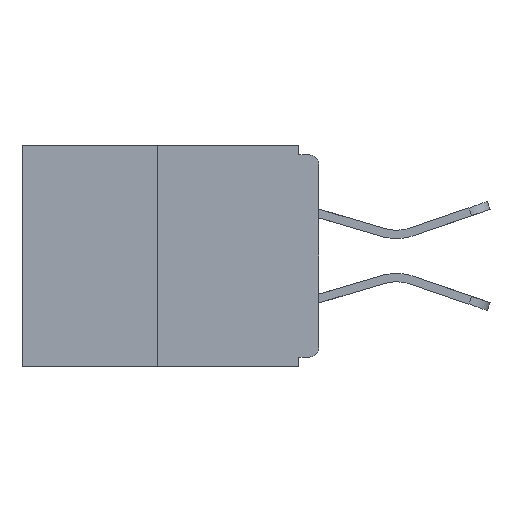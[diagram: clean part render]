
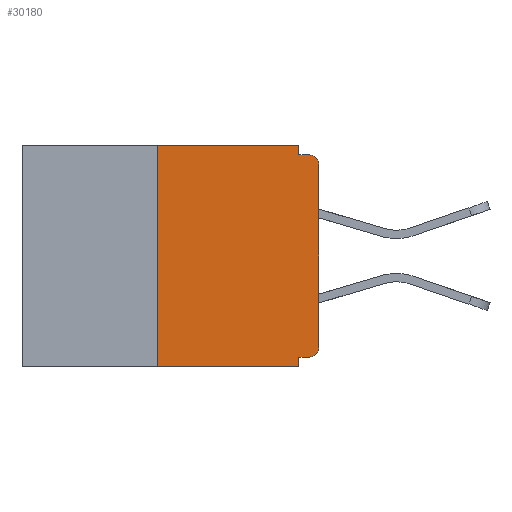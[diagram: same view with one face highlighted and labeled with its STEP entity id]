
A CAD part, left-side view. The second image highlights one B-rep face of the part: STEP entity #30180.
In plain terms, the highlighted planar face has unit normal (-1, 0, 0).
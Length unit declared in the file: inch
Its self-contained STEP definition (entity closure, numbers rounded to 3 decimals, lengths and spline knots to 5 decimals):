
#22 = EDGE_CURVE ( 'NONE', #14385, #28816, #19551, .T. ) ;
#473 = EDGE_LOOP ( 'NONE', ( #7383, #14412, #16320, #19435, #21764, #29035, #24342, #21980, #5928, #8559 ) ) ;
#772 = DIRECTION ( 'NONE',  ( 0., 0., -1. ) ) ;
#1615 = CARTESIAN_POINT ( 'NONE',  ( 0., 0.25, 0. ) ) ;
#1750 = VECTOR ( 'NONE', #3719, 39.37008 ) ;
#1926 = EDGE_CURVE ( 'NONE', #22151, #18079, #17475, .T. ) ;
#2082 = LINE ( 'NONE', #16422, #21440 ) ;
#2177 = CARTESIAN_POINT ( 'NONE',  ( 0., 0.031, 0. ) ) ;
#2654 = CARTESIAN_POINT ( 'NONE',  ( 0., 0.46, -0.343 ) ) ;
#2706 = VERTEX_POINT ( 'NONE', #17509 ) ;
#2917 = DIRECTION ( 'NONE',  ( 0., -1., 0. ) ) ;
#3062 = CARTESIAN_POINT ( 'NONE',  ( 0., 0.015, -0.313 ) ) ;
#3609 = DIRECTION ( 'NONE',  ( 0., 0., -1. ) ) ;
#3719 = DIRECTION ( 'NONE',  ( 0., 0., -1. ) ) ;
#3737 = CARTESIAN_POINT ( 'NONE',  ( 0., 0.46, 0. ) ) ;
#4377 = CARTESIAN_POINT ( 'NONE',  ( 0., 0., -0.313 ) ) ;
#4451 = EDGE_CURVE ( 'NONE', #17977, #22151, #5051, .T. ) ;
#5051 = LINE ( 'NONE', #14650, #20569 ) ;
#5070 = CARTESIAN_POINT ( 'NONE',  ( 0., 0.031, -0.328 ) ) ;
#5195 = CARTESIAN_POINT ( 'NONE',  ( 0., 0., 0. ) ) ;
#5641 = CARTESIAN_POINT ( 'NONE',  ( 0., 0., -0.015 ) ) ;
#5928 = ORIENTED_EDGE ( 'NONE', *, *, #15418, .F. ) ;
#6465 = DIRECTION ( 'NONE',  ( 1., 0., 0. ) ) ;
#7339 = EDGE_CURVE ( 'NONE', #19910, #2706, #19138, .T. ) ;
#7383 = ORIENTED_EDGE ( 'NONE', *, *, #4451, .F. ) ;
#7741 = DIRECTION ( 'NONE',  ( 0., 0., 1. ) ) ;
#8139 = EDGE_CURVE ( 'NONE', #20748, #19910, #11095, .T. ) ;
#8559 = ORIENTED_EDGE ( 'NONE', *, *, #1926, .F. ) ;
#8578 = VECTOR ( 'NONE', #7741, 39.37008 ) ;
#9724 = EDGE_CURVE ( 'NONE', #20748, #14385, #20158, .T. ) ;
#10335 = EDGE_CURVE ( 'NONE', #18619, #2706, #23135, .T. ) ;
#10362 = DIRECTION ( 'NONE',  ( 0., -1., 0. ) ) ;
#10587 = FACE_OUTER_BOUND ( 'NONE', #473, .T. ) ;
#11095 = LINE ( 'NONE', #20601, #22086 ) ;
#11737 = VECTOR ( 'NONE', #10362, 39.37008 ) ;
#11910 = DIRECTION ( 'NONE',  ( 0., 0., -1. ) ) ;
#12515 = LINE ( 'NONE', #5641, #11737 ) ;
#12892 = CIRCLE ( 'NONE', #20725, 0.015 ) ;
#13392 = EDGE_CURVE ( 'NONE', #18619, #17977, #2082, .T. ) ;
#14385 = VERTEX_POINT ( 'NONE', #4377 ) ;
#14412 = ORIENTED_EDGE ( 'NONE', *, *, #13392, .F. ) ;
#14650 = CARTESIAN_POINT ( 'NONE',  ( 0., 0.46, 0. ) ) ;
#14801 = DIRECTION ( 'NONE',  ( -1., 0., 0. ) ) ;
#15418 = EDGE_CURVE ( 'NONE', #18079, #28734, #12515, .T. ) ;
#16320 = ORIENTED_EDGE ( 'NONE', *, *, #10335, .T. ) ;
#16422 = CARTESIAN_POINT ( 'NONE',  ( 0., 0.25, 0. ) ) ;
#17475 = LINE ( 'NONE', #27091, #1750 ) ;
#17509 = CARTESIAN_POINT ( 'NONE',  ( 0., 0.031, -0.343 ) ) ;
#17977 = VERTEX_POINT ( 'NONE', #1615 ) ;
#18079 = VERTEX_POINT ( 'NONE', #28171 ) ;
#18094 = PLANE ( 'NONE',  #19382 ) ;
#18224 = CARTESIAN_POINT ( 'NONE',  ( 0., 0.25, -0.343 ) ) ;
#18619 = VERTEX_POINT ( 'NONE', #18224 ) ;
#19138 = LINE ( 'NONE', #21417, #22059 ) ;
#19382 = AXIS2_PLACEMENT_3D ( 'NONE', #3737, #6465, #22827 ) ;
#19435 = ORIENTED_EDGE ( 'NONE', *, *, #7339, .F. ) ;
#19551 = LINE ( 'NONE', #5195, #8578 ) ;
#19819 = CARTESIAN_POINT ( 'NONE',  ( 0., 0.015, -0.03 ) ) ;
#19910 = VERTEX_POINT ( 'NONE', #5070 ) ;
#20158 = CIRCLE ( 'NONE', #24042, 0.015 ) ;
#20569 = VECTOR ( 'NONE', #2917, 39.37008 ) ;
#20601 = CARTESIAN_POINT ( 'NONE',  ( 0., 0., -0.328 ) ) ;
#20725 = AXIS2_PLACEMENT_3D ( 'NONE', #19819, #28960, #3609 ) ;
#20748 = VERTEX_POINT ( 'NONE', #20834 ) ;
#20834 = CARTESIAN_POINT ( 'NONE',  ( 0., 0.015, -0.328 ) ) ;
#21417 = CARTESIAN_POINT ( 'NONE',  ( 0., 0.031, -0.343 ) ) ;
#21440 = VECTOR ( 'NONE', #23433, 39.37008 ) ;
#21764 = ORIENTED_EDGE ( 'NONE', *, *, #8139, .F. ) ;
#21980 = ORIENTED_EDGE ( 'NONE', *, *, #25992, .T. ) ;
#22059 = VECTOR ( 'NONE', #772, 39.37008 ) ;
#22086 = VECTOR ( 'NONE', #29902, 39.37008 ) ;
#22151 = VERTEX_POINT ( 'NONE', #2177 ) ;
#22827 = DIRECTION ( 'NONE',  ( 0., 0., -1. ) ) ;
#23135 = LINE ( 'NONE', #2654, #26988 ) ;
#23433 = DIRECTION ( 'NONE',  ( 0., 0., 1. ) ) ;
#24042 = AXIS2_PLACEMENT_3D ( 'NONE', #3062, #14801, #11910 ) ;
#24342 = ORIENTED_EDGE ( 'NONE', *, *, #22, .T. ) ;
#24884 = CARTESIAN_POINT ( 'NONE',  ( 0., 0., -0.03 ) ) ;
#25845 = DIRECTION ( 'NONE',  ( 0., -1., 0. ) ) ;
#25992 = EDGE_CURVE ( 'NONE', #28816, #28734, #12892, .T. ) ;
#26988 = VECTOR ( 'NONE', #25845, 39.37008 ) ;
#27091 = CARTESIAN_POINT ( 'NONE',  ( 0., 0.031, 0. ) ) ;
#28171 = CARTESIAN_POINT ( 'NONE',  ( 0., 0.031, -0.015 ) ) ;
#28734 = VERTEX_POINT ( 'NONE', #28873 ) ;
#28816 = VERTEX_POINT ( 'NONE', #24884 ) ;
#28873 = CARTESIAN_POINT ( 'NONE',  ( 0., 0.015, -0.015 ) ) ;
#28960 = DIRECTION ( 'NONE',  ( -1., 0., 0. ) ) ;
#29035 = ORIENTED_EDGE ( 'NONE', *, *, #9724, .T. ) ;
#29902 = DIRECTION ( 'NONE',  ( 0., 1., 0. ) ) ;
#30180 = ADVANCED_FACE ( 'NONE', ( #10587 ), #18094, .F. ) ;
